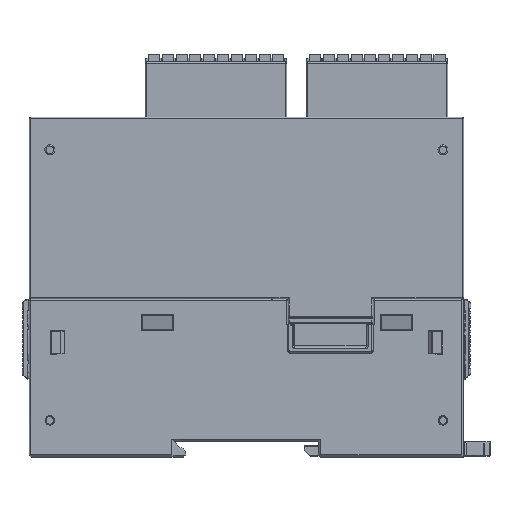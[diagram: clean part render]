
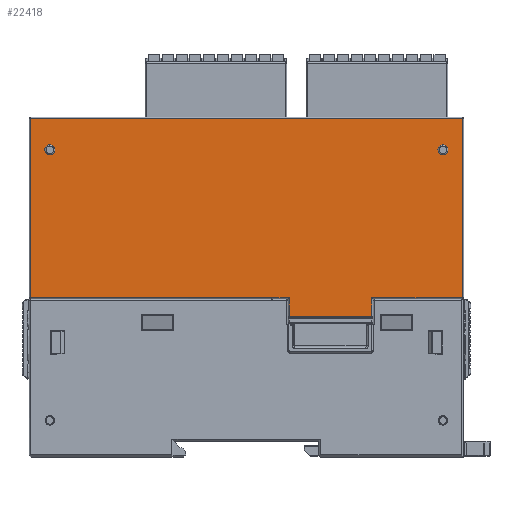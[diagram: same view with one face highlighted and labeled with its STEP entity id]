
A CAD part, top view. The second image highlights one B-rep face of the part: STEP entity #22418.
In plain terms, the highlighted face is planar.
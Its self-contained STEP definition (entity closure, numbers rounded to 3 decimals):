
#34=CARTESIAN_POINT('',(39.412,8.25,47.25));
#35=DIRECTION('',(1.,0.,0.));
#36=DIRECTION('',(0.,1.,0.));
#37=AXIS2_PLACEMENT_3D('',#34,#35,#36);
#39=CARTESIAN_POINT('',(39.412,8.25,47.25));
#40=DIRECTION('',(1.,0.,0.));
#41=DIRECTION('',(0.,-1.,0.));
#42=AXIS2_PLACEMENT_3D('',#39,#40,#41);
#44=CARTESIAN_POINT('',(39.412,8.25,-52.25));
#45=DIRECTION('',(1.,0.,0.));
#46=DIRECTION('',(0.,1.,0.));
#47=AXIS2_PLACEMENT_3D('',#44,#45,#46);
#49=CARTESIAN_POINT('',(39.412,8.25,-52.25));
#50=DIRECTION('',(1.,0.,0.));
#51=DIRECTION('',(0.,-1.,0.));
#52=AXIS2_PLACEMENT_3D('',#49,#50,#51);
#54=DIRECTION('',(0.,-1.,0.));
#55=VECTOR('',#54,45.41);
#56=CARTESIAN_POINT('',(39.412,45.71,-57.2));
#57=LINE('',#56,#55);
#58=DIRECTION('',(0.,1.,0.));
#59=VECTOR('',#58,4.69);
#60=CARTESIAN_POINT('',(39.412,45.71,-34.2));
#61=LINE('',#60,#59);
#62=DIRECTION('',(0.,0.,1.));
#63=VECTOR('',#62,20.8);
#64=CARTESIAN_POINT('',(39.412,50.4,-34.2));
#65=LINE('',#64,#63);
#66=DIRECTION('',(0.,-1.,0.));
#67=VECTOR('',#66,4.7);
#68=CARTESIAN_POINT('',(39.412,50.4,-13.4));
#69=LINE('',#68,#67);
#70=DIRECTION('',(0.,-1.,0.));
#71=VECTOR('',#70,45.41);
#72=CARTESIAN_POINT('',(39.412,45.71,52.2));
#73=LINE('',#72,#71);
#121=DIRECTION('',(0.,0.,1.));
#122=VECTOR('',#121,109.4);
#123=CARTESIAN_POINT('',(39.412,0.3,-57.2));
#124=LINE('',#123,#122);
#14209=DIRECTION('',(0.,0.,-1.));
#14210=VECTOR('',#14209,23.);
#14211=CARTESIAN_POINT('',(39.412,45.71,-34.2));
#14212=LINE('',#14211,#14210);
#14226=CARTESIAN_POINT('',(39.412,45.71,-57.2));
#14560=DIRECTION('',(0.,0.,-1.));
#14561=VECTOR('',#14560,4.5);
#14562=CARTESIAN_POINT('',(39.412,45.7,-8.9));
#14563=LINE('',#14562,#14561);
#14586=CARTESIAN_POINT('',(39.412,45.71,52.2));
#14588=DIRECTION('',(0.,0.,1.));
#14589=VECTOR('',#14588,61.1);
#14590=CARTESIAN_POINT('',(39.412,45.7,-8.9));
#14591=LINE('',#14590,#14589);
#17245=CARTESIAN_POINT('',(39.412,7.,47.25));
#17246=CARTESIAN_POINT('',(39.412,9.5,47.25));
#17247=VERTEX_POINT('',#17245);
#17248=VERTEX_POINT('',#17246);
#17257=CARTESIAN_POINT('',(39.412,7.,-52.25));
#17258=CARTESIAN_POINT('',(39.412,9.5,-52.25));
#17259=VERTEX_POINT('',#17257);
#17260=VERTEX_POINT('',#17258);
#17450=VERTEX_POINT('',#14226);
#17454=CARTESIAN_POINT('',(39.412,0.3,-57.2));
#17455=VERTEX_POINT('',#17454);
#17466=VERTEX_POINT('',#14586);
#17682=CARTESIAN_POINT('',(39.412,45.7,
-8.9));
#17684=VERTEX_POINT('',#17682);
#17689=CARTESIAN_POINT('',(39.412,45.71,-34.2));
#17690=CARTESIAN_POINT('',(39.412,50.4,-34.2));
#17691=VERTEX_POINT('',#17689);
#17692=VERTEX_POINT('',#17690);
#17693=CARTESIAN_POINT('',(39.412,50.4,-13.4));
#17694=CARTESIAN_POINT('',(39.412,45.7,-13.4));
#17695=VERTEX_POINT('',#17693);
#17696=VERTEX_POINT('',#17694);
#22225=CARTESIAN_POINT('',(39.412,0.3,52.2));
#22227=VERTEX_POINT('',#22225);
#22382=CARTESIAN_POINT('',(39.412,0.,
-58.454));
#22383=DIRECTION('',(-1.,0.,0.));
#22384=DIRECTION('',(0.,1.,0.));
#22385=AXIS2_PLACEMENT_3D('',#22382,#22383,#22384);
#22386=PLANE('',#22385);
#22388=ORIENTED_EDGE('',*,*,#22387,.F.);
#22390=ORIENTED_EDGE('',*,*,#22389,.F.);
#22392=ORIENTED_EDGE('',*,*,#22391,.F.);
#22394=ORIENTED_EDGE('',*,*,#22393,.T.);
#22396=ORIENTED_EDGE('',*,*,#22395,.T.);
#22398=ORIENTED_EDGE('',*,*,#22397,.T.);
#22400=ORIENTED_EDGE('',*,*,#22399,.F.);
#22402=ORIENTED_EDGE('',*,*,#22401,.T.);
#22404=ORIENTED_EDGE('',*,*,#22403,.T.);
#22405=EDGE_LOOP('',(#22388,#22390,#22392,#22394,#22396,#22398,#22400,#22402,
#22404));
#22406=FACE_OUTER_BOUND('',#22405,.F.);
#22408=ORIENTED_EDGE('',*,*,#22407,.F.);
#22410=ORIENTED_EDGE('',*,*,#22409,.F.);
#22411=EDGE_LOOP('',(#22408,#22410));
#22412=FACE_BOUND('',#22411,.F.);
#22413=ORIENTED_EDGE('',*,*,#22365,.F.);
#22415=ORIENTED_EDGE('',*,*,#22414,.F.);
#22416=EDGE_LOOP('',(#22413,#22415));
#22417=FACE_BOUND('',#22416,.F.);
#22418=ADVANCED_FACE('',(#22406,#22412,#22417),#22386,.T.);
#38=CIRCLE('',#37,1.25);
#43=CIRCLE('',#42,1.25);
#48=CIRCLE('',#47,1.25);
#53=CIRCLE('',#52,1.25);
#22365=EDGE_CURVE('',#17248,#17247,#38,.T.);
#22387=EDGE_CURVE('',#17455,#22227,#124,.T.);
#22389=EDGE_CURVE('',#17450,#17455,#57,.T.);
#22391=EDGE_CURVE('',#17691,#17450,#14212,.T.);
#22393=EDGE_CURVE('',#17691,#17692,#61,.T.);
#22395=EDGE_CURVE('',#17692,#17695,#65,.T.);
#22397=EDGE_CURVE('',#17695,#17696,#69,.T.);
#22399=EDGE_CURVE('',#17684,#17696,#14563,.T.);
#22401=EDGE_CURVE('',#17684,#17466,#14591,.T.);
#22403=EDGE_CURVE('',#17466,#22227,#73,.T.);
#22407=EDGE_CURVE('',#17260,#17259,#48,.T.);
#22409=EDGE_CURVE('',#17259,#17260,#53,.T.);
#22414=EDGE_CURVE('',#17247,#17248,#43,.T.);
